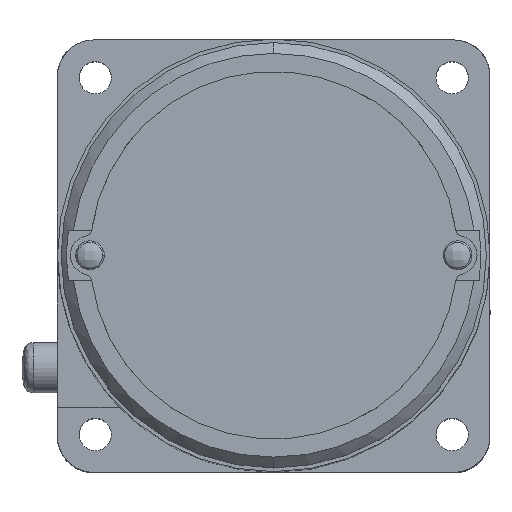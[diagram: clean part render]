
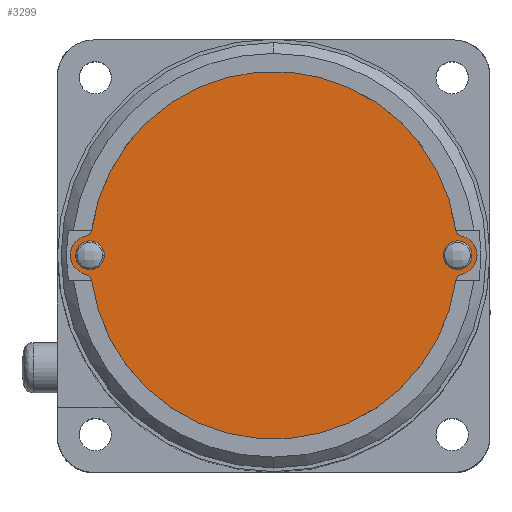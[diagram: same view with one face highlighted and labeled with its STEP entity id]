
A CAD part, top view. The second image highlights one B-rep face of the part: STEP entity #3299.
In plain terms, the highlighted planar face has unit normal (0, 0, 1).
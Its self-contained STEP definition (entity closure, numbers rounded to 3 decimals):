
#4 = EDGE_CURVE ( 'NONE', #4520, #1270, #2151, .T. ) ;
#105 = CIRCLE ( 'NONE', #3665, 1. ) ;
#144 = EDGE_LOOP ( 'NONE', ( #1966, #6096 ) ) ;
#238 = DIRECTION ( 'NONE',  ( 0., 0., -1. ) ) ;
#266 = CARTESIAN_POINT ( 'NONE',  ( -26.251, 3.623, 75.1 ) ) ;
#332 = AXIS2_PLACEMENT_3D ( 'NONE', #1260, #4796, #1775 ) ;
#338 = CARTESIAN_POINT ( 'NONE',  ( 26.251, -3.623, 75.1 ) ) ;
#430 = DIRECTION ( 'NONE',  ( -1., 0., 0. ) ) ;
#445 = CARTESIAN_POINT ( 'NONE',  ( 0., 0., 75.1 ) ) ;
#491 = AXIS2_PLACEMENT_3D ( 'NONE', #825, #4340, #1324 ) ;
#583 = EDGE_CURVE ( 'NONE', #1298, #5652, #2139, .T. ) ;
#585 = ORIENTED_EDGE ( 'NONE', *, *, #5283, .F. ) ;
#704 = DIRECTION ( 'NONE',  ( 0., 0., 1. ) ) ;
#742 = CARTESIAN_POINT ( 'NONE',  ( -26.048, 2.644, 75.1 ) ) ;
#754 = AXIS2_PLACEMENT_3D ( 'NONE', #4566, #5083, #2042 ) ;
#825 = CARTESIAN_POINT ( 'NONE',  ( 0., 0., 75.1 ) ) ;
#847 = DIRECTION ( 'NONE',  ( -1., 0., 0. ) ) ;
#937 = DIRECTION ( 'NONE',  ( 1., 0., 0. ) ) ;
#1014 = CARTESIAN_POINT ( 'NONE',  ( -25.5, 0., 75.1 ) ) ;
#1023 = AXIS2_PLACEMENT_3D ( 'NONE', #266, #238, #430 ) ;
#1051 = PLANE ( 'NONE',  #754 ) ;
#1141 = CARTESIAN_POINT ( 'NONE',  ( 25.5, 0., 75.1 ) ) ;
#1144 = VERTEX_POINT ( 'NONE', #2122 ) ;
#1191 = DIRECTION ( 'NONE',  ( 0., 0., -1. ) ) ;
#1223 = AXIS2_PLACEMENT_3D ( 'NONE', #445, #3962, #937 ) ;
#1260 = CARTESIAN_POINT ( 'NONE',  ( 25.5, 0., 75.1 ) ) ;
#1264 = CARTESIAN_POINT ( 'NONE',  ( 27.5, 0., 75.1 ) ) ;
#1270 = VERTEX_POINT ( 'NONE', #742 ) ;
#1298 = VERTEX_POINT ( 'NONE', #1264 ) ;
#1303 = DIRECTION ( 'NONE',  ( 0., 0., -1. ) ) ;
#1305 = ORIENTED_EDGE ( 'NONE', *, *, #5583, .F. ) ;
#1324 = DIRECTION ( 'NONE',  ( 1., 0., 0. ) ) ;
#1336 = CIRCLE ( 'NONE', #4673, 2. ) ;
#1413 = FACE_OUTER_BOUND ( 'NONE', #1537, .T. ) ;
#1516 = DIRECTION ( 'NONE',  ( 1., 0., 0. ) ) ;
#1537 = EDGE_LOOP ( 'NONE', ( #5055, #4154, #1305, #3682, #585, #4157, #2367, #2477, #5537 ) ) ;
#1610 = ORIENTED_EDGE ( 'NONE', *, *, #6118, .F. ) ;
#1631 = CARTESIAN_POINT ( 'NONE',  ( 26.048, 2.644, 75.1 ) ) ;
#1644 = DIRECTION ( 'NONE',  ( 1., 0., 0. ) ) ;
#1727 = CARTESIAN_POINT ( 'NONE',  ( -25.261, 3.486, 75.1 ) ) ;
#1775 = DIRECTION ( 'NONE',  ( 1., 0., 0. ) ) ;
#1784 = VERTEX_POINT ( 'NONE', #6538 ) ;
#1792 = CARTESIAN_POINT ( 'NONE',  ( 25.5, 0., 75.1 ) ) ;
#1815 = DIRECTION ( 'NONE',  ( 0., 0., 1. ) ) ;
#1855 = VERTEX_POINT ( 'NONE', #4598 ) ;
#1927 = VERTEX_POINT ( 'NONE', #4642 ) ;
#1966 = ORIENTED_EDGE ( 'NONE', *, *, #583, .F. ) ;
#2004 = EDGE_LOOP ( 'NONE', ( #1610, #2411 ) ) ;
#2042 = DIRECTION ( 'NONE',  ( -1., 0., 0. ) ) ;
#2090 = EDGE_CURVE ( 'NONE', #6105, #1855, #2113, .T. ) ;
#2113 = CIRCLE ( 'NONE', #6147, 2.7 ) ;
#2122 = CARTESIAN_POINT ( 'NONE',  ( 25.261, 3.486, 75.1 ) ) ;
#2139 = CIRCLE ( 'NONE', #3418, 2. ) ;
#2151 = CIRCLE ( 'NONE', #1023, 1. ) ;
#2208 = EDGE_CURVE ( 'NONE', #2895, #1784, #1336, .T. ) ;
#2244 = CIRCLE ( 'NONE', #1223, 25.5 ) ;
#2285 = DIRECTION ( 'NONE',  ( 1., 0., 0. ) ) ;
#2367 = ORIENTED_EDGE ( 'NONE', *, *, #4945, .F. ) ;
#2385 = VERTEX_POINT ( 'NONE', #4482 ) ;
#2411 = ORIENTED_EDGE ( 'NONE', *, *, #2208, .F. ) ;
#2477 = ORIENTED_EDGE ( 'NONE', *, *, #3872, .F. ) ;
#2595 = FACE_BOUND ( 'NONE', #2004, .T. ) ;
#2673 = DIRECTION ( 'NONE',  ( 0., 0., 1. ) ) ;
#2718 = CIRCLE ( 'NONE', #4812, 2.7 ) ;
#2735 = CARTESIAN_POINT ( 'NONE',  ( 26.048, -2.644, 75.1 ) ) ;
#2862 = AXIS2_PLACEMENT_3D ( 'NONE', #4212, #1191, #4721 ) ;
#2895 = VERTEX_POINT ( 'NONE', #5240 ) ;
#2952 = EDGE_CURVE ( 'NONE', #5652, #1298, #5855, .T. ) ;
#2960 = VERTEX_POINT ( 'NONE', #5817 ) ;
#3195 = AXIS2_PLACEMENT_3D ( 'NONE', #4323, #1303, #4824 ) ;
#3299 = ADVANCED_FACE ( 'NONE', ( #5298, #1413, #2595 ), #1051, .F. ) ;
#3418 = AXIS2_PLACEMENT_3D ( 'NONE', #1141, #4664, #1644 ) ;
#3464 = CIRCLE ( 'NONE', #2862, 1. ) ;
#3646 = CIRCLE ( 'NONE', #491, 25.5 ) ;
#3665 = AXIS2_PLACEMENT_3D ( 'NONE', #3716, #704, #4241 ) ;
#3682 = ORIENTED_EDGE ( 'NONE', *, *, #4, .T. ) ;
#3716 = CARTESIAN_POINT ( 'NONE',  ( 26.251, 3.623, 75.1 ) ) ;
#3858 = EDGE_CURVE ( 'NONE', #1855, #5193, #6140, .T. ) ;
#3865 = DIRECTION ( 'NONE',  ( 0., 0., 1. ) ) ;
#3872 = EDGE_CURVE ( 'NONE', #5193, #2385, #4637, .T. ) ;
#3962 = DIRECTION ( 'NONE',  ( 0., 0., -1. ) ) ;
#4154 = ORIENTED_EDGE ( 'NONE', *, *, #5505, .F. ) ;
#4157 = ORIENTED_EDGE ( 'NONE', *, *, #6161, .T. ) ;
#4212 = CARTESIAN_POINT ( 'NONE',  ( -26.251, -3.623, 75.1 ) ) ;
#4241 = DIRECTION ( 'NONE',  ( 1., 0., 0. ) ) ;
#4323 = CARTESIAN_POINT ( 'NONE',  ( 25.5, 0., 75.1 ) ) ;
#4340 = DIRECTION ( 'NONE',  ( 0., 0., -1. ) ) ;
#4482 = CARTESIAN_POINT ( 'NONE',  ( 25.261, -3.486, 75.1 ) ) ;
#4520 = VERTEX_POINT ( 'NONE', #1727 ) ;
#4534 = DIRECTION ( 'NONE',  ( 0., 0., -1. ) ) ;
#4536 = AXIS2_PLACEMENT_3D ( 'NONE', #338, #3865, #847 ) ;
#4566 = CARTESIAN_POINT ( 'NONE',  ( 0., 25.5, 75.1 ) ) ;
#4598 = CARTESIAN_POINT ( 'NONE',  ( 28.2, 0., 75.1 ) ) ;
#4637 = CIRCLE ( 'NONE', #4536, 1. ) ;
#4642 = CARTESIAN_POINT ( 'NONE',  ( -26.048, -2.644, 75.1 ) ) ;
#4664 = DIRECTION ( 'NONE',  ( 0., 0., 1. ) ) ;
#4673 = AXIS2_PLACEMENT_3D ( 'NONE', #4838, #1815, #5359 ) ;
#4721 = DIRECTION ( 'NONE',  ( 1., 0., 0. ) ) ;
#4796 = DIRECTION ( 'NONE',  ( 0., 0., 1. ) ) ;
#4812 = AXIS2_PLACEMENT_3D ( 'NONE', #1014, #4534, #1516 ) ;
#4824 = DIRECTION ( 'NONE',  ( 1., 0., 0. ) ) ;
#4838 = CARTESIAN_POINT ( 'NONE',  ( -25.5, 0., 75.1 ) ) ;
#4945 = EDGE_CURVE ( 'NONE', #2385, #2960, #2244, .T. ) ;
#5055 = ORIENTED_EDGE ( 'NONE', *, *, #2090, .F. ) ;
#5083 = DIRECTION ( 'NONE',  ( 0., 0., -1. ) ) ;
#5100 = AXIS2_PLACEMENT_3D ( 'NONE', #5686, #2673, #6203 ) ;
#5193 = VERTEX_POINT ( 'NONE', #2735 ) ;
#5240 = CARTESIAN_POINT ( 'NONE',  ( -27.5, 0., 75.1 ) ) ;
#5283 = EDGE_CURVE ( 'NONE', #1927, #1270, #2718, .T. ) ;
#5298 = FACE_BOUND ( 'NONE', #144, .T. ) ;
#5311 = CIRCLE ( 'NONE', #5100, 2. ) ;
#5320 = DIRECTION ( 'NONE',  ( 0., 0., -1. ) ) ;
#5359 = DIRECTION ( 'NONE',  ( 1., 0., 0. ) ) ;
#5505 = EDGE_CURVE ( 'NONE', #1144, #6105, #105, .T. ) ;
#5537 = ORIENTED_EDGE ( 'NONE', *, *, #3858, .F. ) ;
#5583 = EDGE_CURVE ( 'NONE', #4520, #1144, #3646, .T. ) ;
#5652 = VERTEX_POINT ( 'NONE', #6398 ) ;
#5686 = CARTESIAN_POINT ( 'NONE',  ( -25.5, 0., 75.1 ) ) ;
#5817 = CARTESIAN_POINT ( 'NONE',  ( -25.261, -3.486, 75.1 ) ) ;
#5855 = CIRCLE ( 'NONE', #332, 2. ) ;
#6096 = ORIENTED_EDGE ( 'NONE', *, *, #2952, .F. ) ;
#6105 = VERTEX_POINT ( 'NONE', #1631 ) ;
#6118 = EDGE_CURVE ( 'NONE', #1784, #2895, #5311, .T. ) ;
#6140 = CIRCLE ( 'NONE', #3195, 2.7 ) ;
#6147 = AXIS2_PLACEMENT_3D ( 'NONE', #1792, #5320, #2285 ) ;
#6161 = EDGE_CURVE ( 'NONE', #1927, #2960, #3464, .T. ) ;
#6203 = DIRECTION ( 'NONE',  ( 1., 0., 0. ) ) ;
#6398 = CARTESIAN_POINT ( 'NONE',  ( 23.5, 0., 75.1 ) ) ;
#6538 = CARTESIAN_POINT ( 'NONE',  ( -23.5, 0., 75.1 ) ) ;
